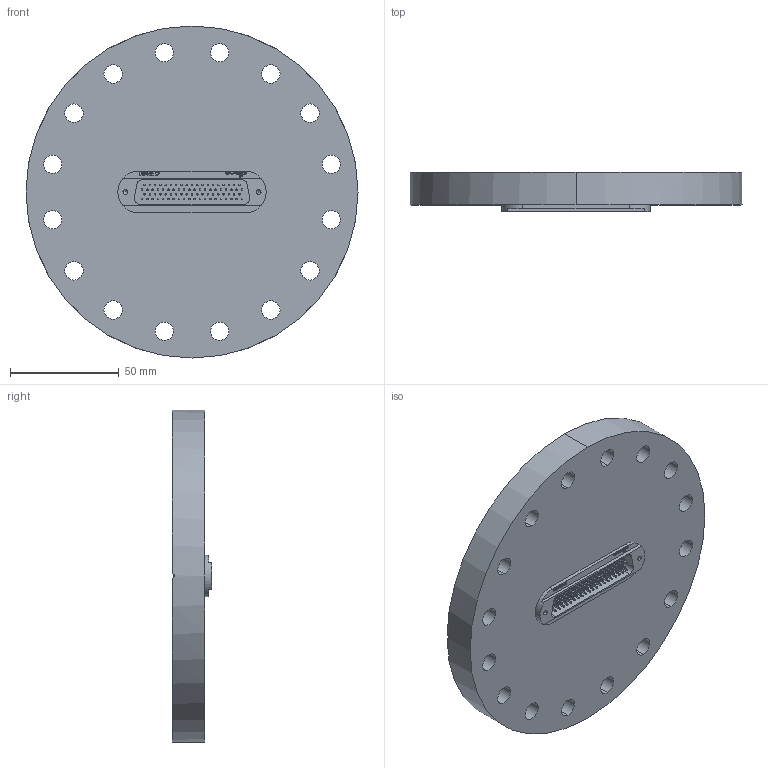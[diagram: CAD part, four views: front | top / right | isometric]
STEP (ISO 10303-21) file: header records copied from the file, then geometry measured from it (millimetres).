
FILE_DESCRIPTION (( 'STEP AP214' ), '1' );
FILE_NAME ('210-HD78-C100.step', '2025-02-17T20:32:12', ( '' ), ( '' ), 'SwSTEP 2.0', 'SolidWorks 2022', '' );
FILE_SCHEMA (( 'AUTOMOTIVE_DESIGN' ));
Length unit declared in the file: millimetre
Products named in the file (5): 9210-PIN-FENI-0.7_vergoldet; 9218-HDX-SS_78pol. 0,7mm mit Logo; 218-HDX-SS_218-HD78-SS; 9210-D50-C100_CF100; 210-HD78-C100
Assembly tree (81 placements, depth 3):
  210-HD78-C100
    9210-D50-C100_CF100
    218-HDX-SS_218-HD78-SS
      9218-HDX-SS_78pol. 0,7mm mit Logo
      9210-PIN-FENI-0.7_vergoldet  x78
Bounding box: 152.4 x 18.2 x 152.4 mm (x, y, z)
Volume: 241159.3 mm3; surface area: 59074.8 mm2
Topology: 80 solids, 80 shells, 763 faces, 2195 edges, 1454 vertices
Faces by surface type: cylinder 418, sphere 156, plane 148, bspline 27, cone 12, torus 2
Entity records: 17613 total; most frequent: CARTESIAN_POINT 4464, DIRECTION 2763, ORIENTED_EDGE 2514, EDGE_CURVE 1257, AXIS2_PLACEMENT_3D 1051, VERTEX_POINT 834, EDGE_LOOP 671, VECTOR 661
